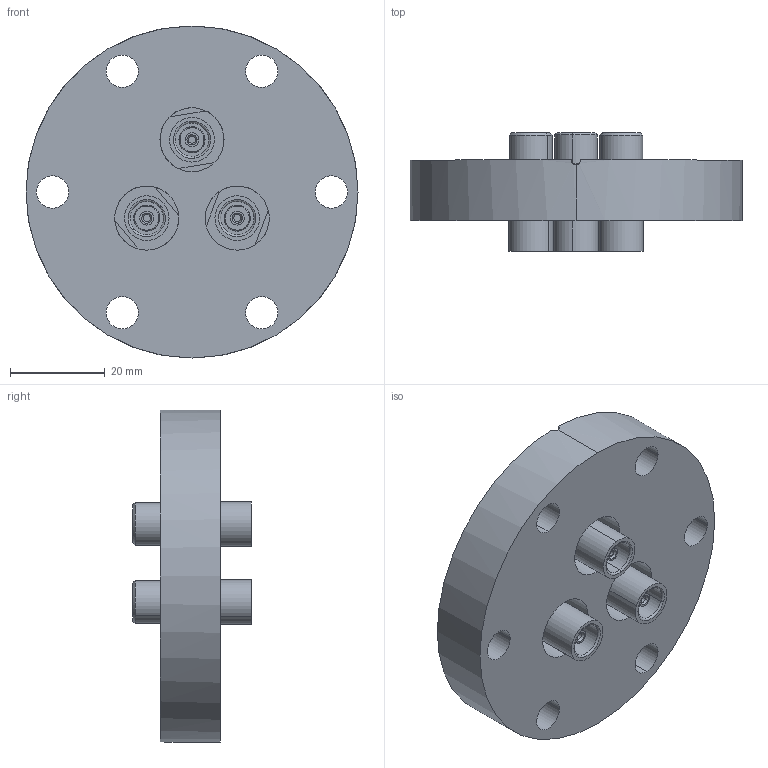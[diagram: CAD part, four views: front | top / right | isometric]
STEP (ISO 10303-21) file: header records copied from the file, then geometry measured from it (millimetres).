
FILE_DESCRIPTION (( 'STEP AP214' ), '1' );
FILE_NAME ('243-TRIAX-C40-3.STEP', '2015-10-20T10:55:03', ( 'allectra' ), ( 'Microsoft' ), 'SwSTEP 2.0', 'SolidWorks 2014', '' );
FILE_SCHEMA (( 'AUTOMOTIVE_DESIGN' ));
Length unit declared in the file: millimetre
Products named in the file (3): 243-TRIAX-C40-3; 243-TRIAX; 9243-TRIAX-C40-3_DN40 CF
Assembly tree (4 placements, depth 2):
  243-TRIAX-C40-3
    9243-TRIAX-C40-3_DN40 CF
    243-TRIAX  x3
Bounding box: 69.9 x 25 x 69.9 mm (x, y, z)
Volume: 42579.8 mm3; surface area: 17946.3 mm2
Topology: 4 solids, 7 shells, 299 faces, 626 edges, 386 vertices
Faces by surface type: cylinder 126, plane 73, cone 58, torus 42
Entity records: 3590 total; most frequent: DIRECTION 682, CARTESIAN_POINT 626, ORIENTED_EDGE 532, AXIS2_PLACEMENT_3D 296, EDGE_CURVE 266, CIRCLE 168, VERTEX_POINT 166, EDGE_LOOP 156
